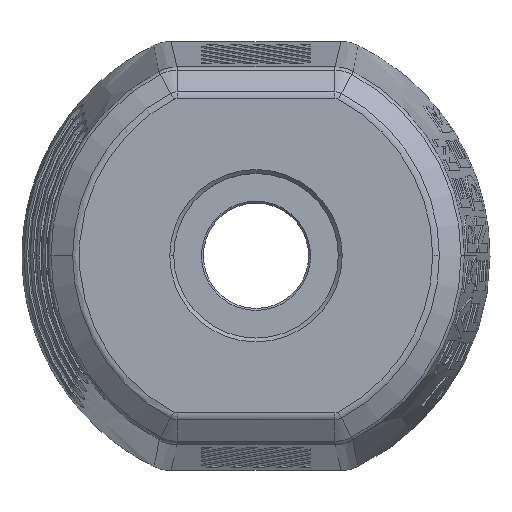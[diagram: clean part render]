
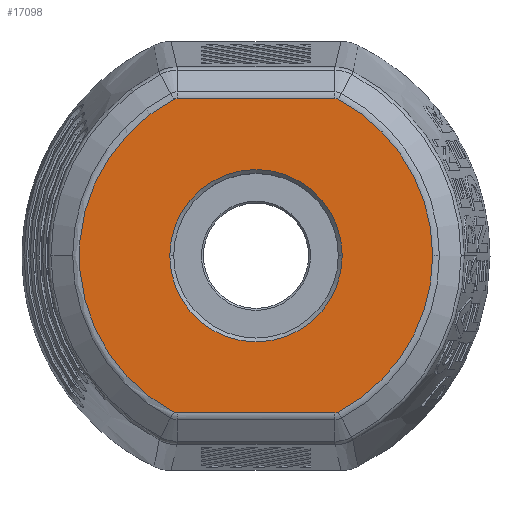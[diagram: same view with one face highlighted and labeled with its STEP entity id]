
A CAD part, top view. The second image highlights one B-rep face of the part: STEP entity #17098.
In plain terms, the highlighted planar face has unit normal (0, 0, 1).
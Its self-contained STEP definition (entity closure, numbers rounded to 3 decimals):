
#272 = CARTESIAN_POINT ( 'NONE',  ( -20.524, 40.278, 43.1 ) ) ;
#405 = DIRECTION ( 'NONE',  ( 1., 0., 0. ) ) ;
#683 = B_SPLINE_CURVE_WITH_KNOTS ( 'NONE', 3,
 ( #3817, #3955, #10291, #21026 ),
 .UNSPECIFIED., .F., .F.,
 ( 4, 4 ),
 ( 0., 0.001 ),
 .UNSPECIFIED. ) ;
#889 = CARTESIAN_POINT ( 'NONE',  ( -20.545, -40.275, 43.1 ) ) ;
#1585 = AXIS2_PLACEMENT_3D ( 'NONE', #20967, #2105, #16295 ) ;
#1927 = ORIENTED_EDGE ( 'NONE', *, *, #27201, .T. ) ;
#2105 = DIRECTION ( 'NONE',  ( 0., 0., 1. ) ) ;
#2459 = CARTESIAN_POINT ( 'NONE',  ( -20.229, 40.29, 43.1 ) ) ;
#2554 = CARTESIAN_POINT ( 'NONE',  ( -21.083, 40.084, 43.1 ) ) ;
#3627 = DIRECTION ( 'NONE',  ( 0., 0., 1. ) ) ;
#3781 = VERTEX_POINT ( 'NONE', #27020 ) ;
#3788 = ORIENTED_EDGE ( 'NONE', *, *, #26455, .T. ) ;
#3806 = VECTOR ( 'NONE', #5884, 1000. ) ;
#3817 = CARTESIAN_POINT ( 'NONE',  ( 21.083, 40.084, 43.1 ) ) ;
#3827 = VERTEX_POINT ( 'NONE', #24692 ) ;
#3849 = ORIENTED_EDGE ( 'NONE', *, *, #6916, .T. ) ;
#3955 = CARTESIAN_POINT ( 'NONE',  ( 20.828, 40.222, 43.1 ) ) ;
#4029 = FACE_BOUND ( 'NONE', #15187, .T. ) ;
#4127 = ORIENTED_EDGE ( 'NONE', *, *, #22686, .T. ) ;
#4158 = PLANE ( 'NONE',  #1585 ) ;
#4275 = AXIS2_PLACEMENT_3D ( 'NONE', #24973, #3627, #12165 ) ;
#4334 = DIRECTION ( 'NONE',  ( 1., 0., 0. ) ) ;
#4453 = VERTEX_POINT ( 'NONE', #24416 ) ;
#5126 = EDGE_CURVE ( 'NONE', #3827, #18332, #5740, .T. ) ;
#5173 = VERTEX_POINT ( 'NONE', #20898 ) ;
#5301 = VERTEX_POINT ( 'NONE', #21145 ) ;
#5740 = LINE ( 'NONE', #7805, #7207 ) ;
#5884 = DIRECTION ( 'NONE',  ( -1., 0., 0. ) ) ;
#6159 = LINE ( 'NONE', #24745, #3806 ) ;
#6358 = CARTESIAN_POINT ( 'NONE',  ( 22.1, 0., 43.1 ) ) ;
#6916 = EDGE_CURVE ( 'NONE', #5301, #3827, #10106, .T. ) ;
#7207 = VECTOR ( 'NONE', #12062, 1000. ) ;
#7410 = ORIENTED_EDGE ( 'NONE', *, *, #9762, .T. ) ;
#7605 = EDGE_CURVE ( 'NONE', #18332, #3781, #13640, .T. ) ;
#7720 = AXIS2_PLACEMENT_3D ( 'NONE', #13110, #15588, #13246 ) ;
#7799 = CIRCLE ( 'NONE', #4275, 45.29 ) ;
#7805 = CARTESIAN_POINT ( 'NONE',  ( 0., -40.29, 43.1 ) ) ;
#8300 = EDGE_CURVE ( 'NONE', #19514, #16487, #14854, .T. ) ;
#8668 = CARTESIAN_POINT ( 'NONE',  ( -21.083, 40.084, 43.1 ) ) ;
#9001 = ORIENTED_EDGE ( 'NONE', *, *, #8300, .T. ) ;
#9020 = VERTEX_POINT ( 'NONE', #19000 ) ;
#9436 = ORIENTED_EDGE ( 'NONE', *, *, #5126, .T. ) ;
#9469 = DIRECTION ( 'NONE',  ( 0., 0., -1. ) ) ;
#9762 = EDGE_CURVE ( 'NONE', #16487, #5301, #24421, .T. ) ;
#10106 = B_SPLINE_CURVE_WITH_KNOTS ( 'NONE', 3,
 ( #15468, #17401, #15335, #889, #26057, #23734 ),
 .UNSPECIFIED., .F., .F.,
 ( 4, 2, 4 ),
 ( 0., 0., 0.001 ),
 .UNSPECIFIED. ) ;
#10291 = CARTESIAN_POINT ( 'NONE',  ( 20.539, 40.294, 43.1 ) ) ;
#10813 = VERTEX_POINT ( 'NONE', #6358 ) ;
#10856 = CIRCLE ( 'NONE', #26240, 22.1 ) ;
#11952 = AXIS2_PLACEMENT_3D ( 'NONE', #21465, #27018, #405 ) ;
#12062 = DIRECTION ( 'NONE',  ( 1., 0., 0. ) ) ;
#12165 = DIRECTION ( 'NONE',  ( 1., 0., 0. ) ) ;
#12404 = CARTESIAN_POINT ( 'NONE',  ( -20.813, 40.208, 43.1 ) ) ;
#12668 = CARTESIAN_POINT ( 'NONE',  ( -20.377, 40.292, 43.1 ) ) ;
#12691 = FACE_OUTER_BOUND ( 'NONE', #19092, .T. ) ;
#13110 = CARTESIAN_POINT ( 'NONE',  ( 0., 0., 43.1 ) ) ;
#13246 = DIRECTION ( 'NONE',  ( 1., 0., 0. ) ) ;
#13640 = B_SPLINE_CURVE_WITH_KNOTS ( 'NONE', 3,
 ( #18587, #24624, #20363, #14151, #22569, #20650 ),
 .UNSPECIFIED., .F., .F.,
 ( 4, 2, 4 ),
 ( 0., 0., 0.001 ),
 .UNSPECIFIED. ) ;
#13665 = CIRCLE ( 'NONE', #17686, 45.29 ) ;
#14151 = CARTESIAN_POINT ( 'NONE',  ( 20.813, -40.208, 43.1 ) ) ;
#14277 = CARTESIAN_POINT ( 'NONE',  ( 0., 0., 43.1 ) ) ;
#14311 = ORIENTED_EDGE ( 'NONE', *, *, #14727, .T. ) ;
#14727 = EDGE_CURVE ( 'NONE', #3781, #5173, #7799, .T. ) ;
#14798 = DIRECTION ( 'NONE',  ( 0., 0., 1. ) ) ;
#14854 = B_SPLINE_CURVE_WITH_KNOTS ( 'NONE', 3,
 ( #2459, #12668, #272, #12404, #21330, #8668 ),
 .UNSPECIFIED., .F., .F.,
 ( 4, 2, 4 ),
 ( 0., 0., 0.001 ),
 .UNSPECIFIED. ) ;
#15187 = EDGE_LOOP ( 'NONE', ( #4127, #1927 ) ) ;
#15335 = CARTESIAN_POINT ( 'NONE',  ( -20.833, -40.202, 43.1 ) ) ;
#15468 = CARTESIAN_POINT ( 'NONE',  ( -21.1, -40.075, 43.1 ) ) ;
#15588 = DIRECTION ( 'NONE',  ( 0., 0., 1. ) ) ;
#16295 = DIRECTION ( 'NONE',  ( 1., 0., 0. ) ) ;
#16487 = VERTEX_POINT ( 'NONE', #2554 ) ;
#16667 = ORIENTED_EDGE ( 'NONE', *, *, #7605, .T. ) ;
#16874 = CARTESIAN_POINT ( 'NONE',  ( 0., 0., 43.1 ) ) ;
#17098 = ADVANCED_FACE ( 'NONE', ( #12691, #4029 ), #4158, .T. ) ;
#17401 = CARTESIAN_POINT ( 'NONE',  ( -20.969, -40.146, 43.1 ) ) ;
#17686 = AXIS2_PLACEMENT_3D ( 'NONE', #16874, #14798, #4334 ) ;
#17871 = DIRECTION ( 'NONE',  ( 1., 0., 0. ) ) ;
#18332 = VERTEX_POINT ( 'NONE', #19672 ) ;
#18561 = EDGE_CURVE ( 'NONE', #4453, #19514, #6159, .T. ) ;
#18587 = CARTESIAN_POINT ( 'NONE',  ( 20.229, -40.29, 43.1 ) ) ;
#18593 = ORIENTED_EDGE ( 'NONE', *, *, #18561, .T. ) ;
#19000 = CARTESIAN_POINT ( 'NONE',  ( 21.083, 40.084, 43.1 ) ) ;
#19092 = EDGE_LOOP ( 'NONE', ( #14311, #19851, #3788, #18593, #9001, #7410, #3849, #9436, #16667 ) ) ;
#19514 = VERTEX_POINT ( 'NONE', #23704 ) ;
#19672 = CARTESIAN_POINT ( 'NONE',  ( 20.229, -40.29, 43.1 ) ) ;
#19851 = ORIENTED_EDGE ( 'NONE', *, *, #23807, .T. ) ;
#20363 = CARTESIAN_POINT ( 'NONE',  ( 20.524, -40.278, 43.1 ) ) ;
#20650 = CARTESIAN_POINT ( 'NONE',  ( 21.083, -40.084, 43.1 ) ) ;
#20898 = CARTESIAN_POINT ( 'NONE',  ( 45.29, 0., 43.1 ) ) ;
#20925 = VERTEX_POINT ( 'NONE', #26322 ) ;
#20967 = CARTESIAN_POINT ( 'NONE',  ( 0., 0., 43.1 ) ) ;
#21026 = CARTESIAN_POINT ( 'NONE',  ( 20.248, 40.29, 43.1 ) ) ;
#21145 = CARTESIAN_POINT ( 'NONE',  ( -21.1, -40.075, 43.1 ) ) ;
#21330 = CARTESIAN_POINT ( 'NONE',  ( -20.952, 40.155, 43.1 ) ) ;
#21465 = CARTESIAN_POINT ( 'NONE',  ( 0., 0., 43.1 ) ) ;
#22569 = CARTESIAN_POINT ( 'NONE',  ( 20.952, -40.155, 43.1 ) ) ;
#22686 = EDGE_CURVE ( 'NONE', #10813, #20925, #23835, .T. ) ;
#23704 = CARTESIAN_POINT ( 'NONE',  ( -20.229, 40.29, 43.1 ) ) ;
#23734 = CARTESIAN_POINT ( 'NONE',  ( -20.248, -40.29, 43.1 ) ) ;
#23807 = EDGE_CURVE ( 'NONE', #5173, #9020, #13665, .T. ) ;
#23835 = CIRCLE ( 'NONE', #11952, 22.1 ) ;
#24416 = CARTESIAN_POINT ( 'NONE',  ( 20.248, 40.29, 43.1 ) ) ;
#24421 = CIRCLE ( 'NONE', #7720, 45.29 ) ;
#24624 = CARTESIAN_POINT ( 'NONE',  ( 20.377, -40.292, 43.1 ) ) ;
#24692 = CARTESIAN_POINT ( 'NONE',  ( -20.248, -40.29, 43.1 ) ) ;
#24745 = CARTESIAN_POINT ( 'NONE',  ( 0., 40.29, 43.1 ) ) ;
#24973 = CARTESIAN_POINT ( 'NONE',  ( 0., 0., 43.1 ) ) ;
#26057 = CARTESIAN_POINT ( 'NONE',  ( -20.397, -40.292, 43.1 ) ) ;
#26240 = AXIS2_PLACEMENT_3D ( 'NONE', #14277, #9469, #17871 ) ;
#26322 = CARTESIAN_POINT ( 'NONE',  ( -22.1, 0., 43.1 ) ) ;
#26455 = EDGE_CURVE ( 'NONE', #9020, #4453, #683, .T. ) ;
#27018 = DIRECTION ( 'NONE',  ( 0., 0., -1. ) ) ;
#27020 = CARTESIAN_POINT ( 'NONE',  ( 21.083, -40.084, 43.1 ) ) ;
#27201 = EDGE_CURVE ( 'NONE', #20925, #10813, #10856, .T. ) ;
